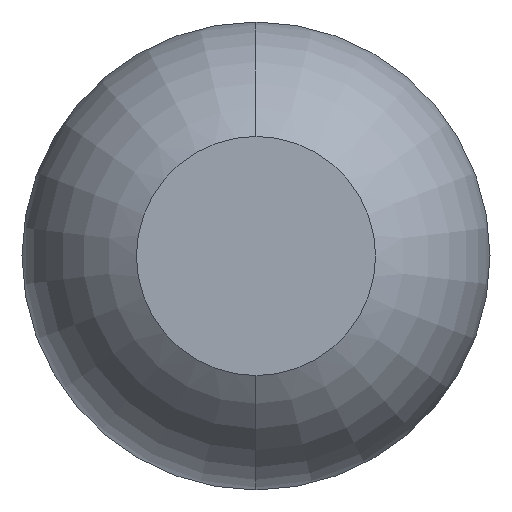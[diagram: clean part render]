
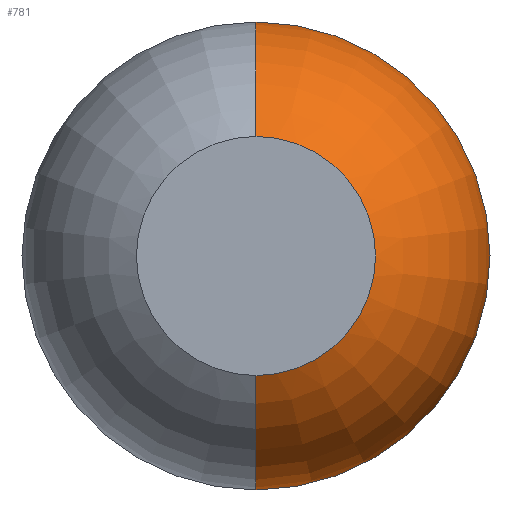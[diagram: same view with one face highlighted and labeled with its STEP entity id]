
A CAD part, front view. The second image highlights one B-rep face of the part: STEP entity #781.
In plain terms, the highlighted toroidal (fillet/blend) face has major radius 0.035 mm and minor radius 0.65 mm.
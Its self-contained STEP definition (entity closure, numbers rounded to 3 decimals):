
#213 = CARTESIAN_POINT ( 'NONE',  ( 0., -25., -0.35 ) ) ;
#285 = CARTESIAN_POINT ( 'NONE',  ( 0., -24.431, 0.035 ) ) ;
#299 = CARTESIAN_POINT ( 'NONE',  ( 0., -24.431, -0.035 ) ) ;
#344 = DIRECTION ( 'NONE',  ( 0., -1., 0. ) ) ;
#480 = ORIENTED_EDGE ( 'NONE', *, *, #5206, .T. ) ;
#781 = ADVANCED_FACE ( 'Defeature ausgef�hrt1_98', ( #4754 ), #3304, .T. ) ;
#809 = DIRECTION ( 'NONE',  ( 0., 0., 1. ) ) ;
#952 = DIRECTION ( 'NONE',  ( 0., 0., -1. ) ) ;
#1166 = CIRCLE ( 'NONE', #5918, 0.65 ) ;
#1628 = CIRCLE ( 'NONE', #5260, 0.65 ) ;
#1805 = DIRECTION ( 'NONE',  ( 0., 0., -1. ) ) ;
#2143 = CARTESIAN_POINT ( 'NONE',  ( 0., -25., 0.35 ) ) ;
#2178 = VERTEX_POINT ( 'NONE', #213 ) ;
#2262 = DIRECTION ( 'NONE',  ( 0., 0., -1. ) ) ;
#2384 = VERTEX_POINT ( 'NONE', #2143 ) ;
#2428 = CARTESIAN_POINT ( 'NONE',  ( 0., -24.431, 0. ) ) ;
#2649 = DIRECTION ( 'NONE',  ( 1., 0., 0. ) ) ;
#3033 = AXIS2_PLACEMENT_3D ( 'NONE', #5215, #6113, #1805 ) ;
#3057 = CIRCLE ( 'NONE', #6055, 0.685 ) ;
#3304 = TOROIDAL_SURFACE ( 'NONE', #3033, 0.035, 0.65 ) ;
#3466 = EDGE_CURVE ( 'NONE', #5507, #2384, #1628, .T. ) ;
#3566 = EDGE_CURVE ( 'NONE', #4708, #2178, #1166, .T. ) ;
#3716 = DIRECTION ( 'NONE',  ( -1., 0., 0. ) ) ;
#3719 = CARTESIAN_POINT ( 'NONE',  ( 0., -24.431, -0.685 ) ) ;
#4083 = EDGE_LOOP ( 'NONE', ( #480, #5666, #4196, #4143 ) ) ;
#4141 = DIRECTION ( 'NONE',  ( 0., 0., -1. ) ) ;
#4143 = ORIENTED_EDGE ( 'NONE', *, *, #3566, .F. ) ;
#4196 = ORIENTED_EDGE ( 'NONE', *, *, #4748, .F. ) ;
#4681 = CARTESIAN_POINT ( 'NONE',  ( 0., -24.431, 0.685 ) ) ;
#4708 = VERTEX_POINT ( 'NONE', #3719 ) ;
#4729 = CIRCLE ( 'NONE', #5755, 0.35 ) ;
#4748 = EDGE_CURVE ( 'Defeature ausgef�hrt1_101+Defeature ausgef�hrt1_98+Defeature ausgef�hrt1_98+Defeature ausgef�hrt1_98', #2178, #2384, #4729, .T. ) ;
#4754 = FACE_OUTER_BOUND ( 'NONE', #4083, .T. ) ;
#5206 = EDGE_CURVE ( 'Defeature ausgef�hrt1_98+Defeature ausgef�hrt1_99+Defeature ausgef�hrt1_99+Defeature ausgef�hrt1_99', #4708, #5507, #3057, .T. ) ;
#5215 = CARTESIAN_POINT ( 'NONE',  ( 0., -24.431, 0. ) ) ;
#5223 = CARTESIAN_POINT ( 'NONE',  ( 0., -25., 0. ) ) ;
#5260 = AXIS2_PLACEMENT_3D ( 'NONE', #285, #2649, #4141 ) ;
#5507 = VERTEX_POINT ( 'NONE', #4681 ) ;
#5666 = ORIENTED_EDGE ( 'NONE', *, *, #3466, .T. ) ;
#5755 = AXIS2_PLACEMENT_3D ( 'NONE', #5223, #6124, #2262 ) ;
#5918 = AXIS2_PLACEMENT_3D ( 'NONE', #299, #3716, #809 ) ;
#6055 = AXIS2_PLACEMENT_3D ( 'NONE', #2428, #344, #952 ) ;
#6113 = DIRECTION ( 'NONE',  ( 0., -1., 0. ) ) ;
#6124 = DIRECTION ( 'NONE',  ( 0., -1., 0. ) ) ;
